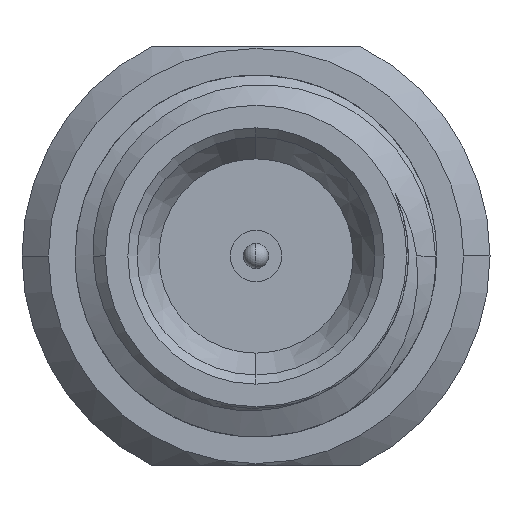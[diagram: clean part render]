
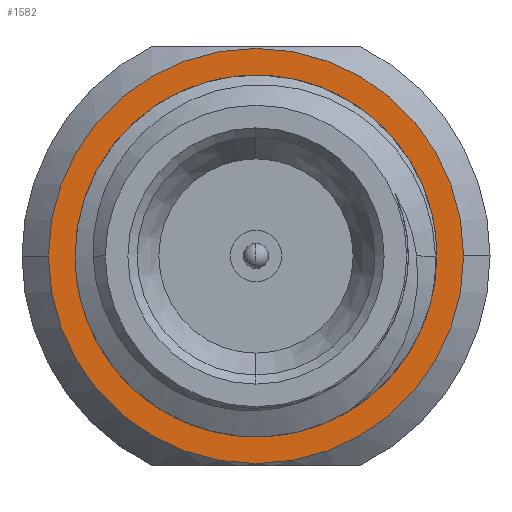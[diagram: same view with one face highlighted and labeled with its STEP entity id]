
A CAD part, left-side view. The second image highlights one B-rep face of the part: STEP entity #1582.
In plain terms, the highlighted planar face has unit normal (-1, 0, 0).
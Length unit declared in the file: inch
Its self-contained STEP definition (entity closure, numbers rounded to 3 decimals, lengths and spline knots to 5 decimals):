
#45 = AXIS2_PLACEMENT_3D ( 'NONE', #2879, #395, #1222 ) ;
#131 = DIRECTION ( 'NONE',  ( -1., 0., 0. ) ) ;
#320 = AXIS2_PLACEMENT_3D ( 'NONE', #4504, #2012, #3278 ) ;
#361 = EDGE_CURVE ( 'NONE', #5325, #4164, #3630, .T. ) ;
#395 = DIRECTION ( 'NONE',  ( 1., 0., 0. ) ) ;
#576 = CARTESIAN_POINT ( 'NONE',  ( 0.28, 0., 0. ) ) ;
#583 = EDGE_CURVE ( 'NONE', #4146, #1423, #3199, .T. ) ;
#692 = EDGE_CURVE ( 'NONE', #4164, #5325, #3509, .T. ) ;
#701 = AXIS2_PLACEMENT_3D ( 'NONE', #2969, #131, #2225 ) ;
#740 = ORIENTED_EDGE ( 'NONE', *, *, #692, .T. ) ;
#812 = EDGE_LOOP ( 'NONE', ( #4091, #740 ) ) ;
#1107 = CIRCLE ( 'NONE', #45, 0.12394 ) ;
#1222 = DIRECTION ( 'NONE',  ( 0., 1., 0. ) ) ;
#1377 = ORIENTED_EDGE ( 'NONE', *, *, #583, .F. ) ;
#1423 = VERTEX_POINT ( 'NONE', #4963 ) ;
#1582 = ADVANCED_FACE ( 'NONE', ( #2676, #5326 ), #5004, .T. ) ;
#2012 = DIRECTION ( 'NONE',  ( 1., 0., 0. ) ) ;
#2076 = EDGE_CURVE ( 'NONE', #1423, #4146, #1107, .T. ) ;
#2081 = EDGE_LOOP ( 'NONE', ( #5220, #1377 ) ) ;
#2187 = DIRECTION ( 'NONE',  ( 1., 0., 0. ) ) ;
#2203 = CARTESIAN_POINT ( 'NONE',  ( 0.28, 0.05259, -0.09433 ) ) ;
#2225 = DIRECTION ( 'NONE',  ( 0., -1., 0. ) ) ;
#2445 = DIRECTION ( 'NONE',  ( 0., 1., 0. ) ) ;
#2472 = CARTESIAN_POINT ( 'NONE',  ( 0.28, 0., 0. ) ) ;
#2676 = FACE_BOUND ( 'NONE', #812, .T. ) ;
#2879 = CARTESIAN_POINT ( 'NONE',  ( 0.28, 0., 0. ) ) ;
#2923 = AXIS2_PLACEMENT_3D ( 'NONE', #576, #2187, #5099 ) ;
#2969 = CARTESIAN_POINT ( 'NONE',  ( 0.28, 0.108, 0. ) ) ;
#3199 = CIRCLE ( 'NONE', #3842, 0.12394 ) ;
#3278 = DIRECTION ( 'NONE',  ( 0., 1., 0. ) ) ;
#3509 = CIRCLE ( 'NONE', #320, 0.108 ) ;
#3630 = CIRCLE ( 'NONE', #2923, 0.108 ) ;
#3842 = AXIS2_PLACEMENT_3D ( 'NONE', #2472, #4562, #2445 ) ;
#4091 = ORIENTED_EDGE ( 'NONE', *, *, #361, .T. ) ;
#4146 = VERTEX_POINT ( 'NONE', #4634 ) ;
#4164 = VERTEX_POINT ( 'NONE', #2203 ) ;
#4504 = CARTESIAN_POINT ( 'NONE',  ( 0.28, 0., 0. ) ) ;
#4562 = DIRECTION ( 'NONE',  ( 1., 0., 0. ) ) ;
#4634 = CARTESIAN_POINT ( 'NONE',  ( 0.28, -0.12394, 0. ) ) ;
#4963 = CARTESIAN_POINT ( 'NONE',  ( 0.28, 0.12394, 0. ) ) ;
#5004 = PLANE ( 'NONE',  #701 ) ;
#5099 = DIRECTION ( 'NONE',  ( 0., 1., 0. ) ) ;
#5209 = CARTESIAN_POINT ( 'NONE',  ( 0.28, -0.02719, -0.10452 ) ) ;
#5220 = ORIENTED_EDGE ( 'NONE', *, *, #2076, .F. ) ;
#5325 = VERTEX_POINT ( 'NONE', #5209 ) ;
#5326 = FACE_OUTER_BOUND ( 'NONE', #2081, .T. ) ;
